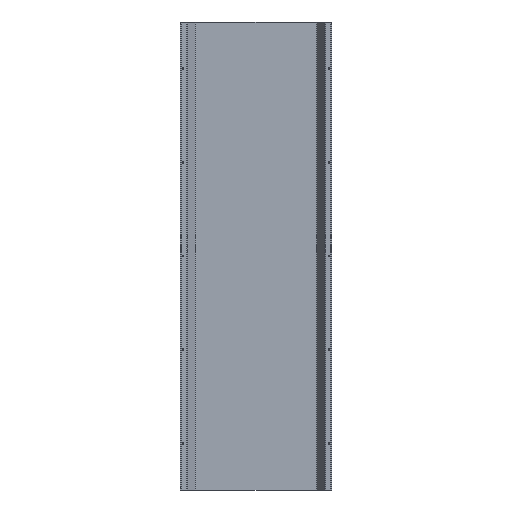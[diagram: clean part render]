
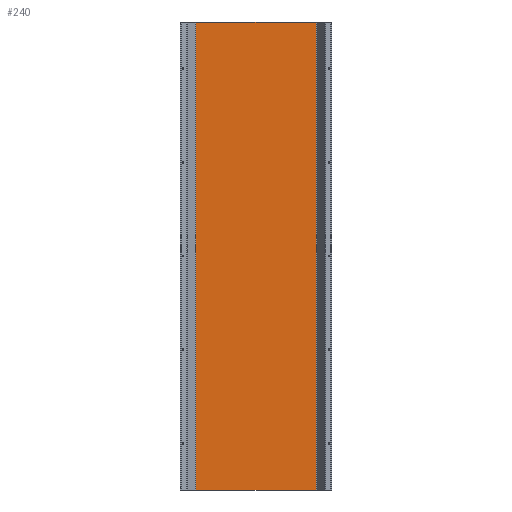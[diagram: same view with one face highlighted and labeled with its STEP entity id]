
A CAD part, front view. The second image highlights one B-rep face of the part: STEP entity #240.
In plain terms, the highlighted planar face has unit normal (0, -1, 0).
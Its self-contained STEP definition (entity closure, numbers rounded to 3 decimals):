
#68 = CARTESIAN_POINT ( 'NONE',  ( 202.099, -1.5, -775. ) ) ;
#78 = CARTESIAN_POINT ( 'NONE',  ( -200.366, -1.5, 775. ) ) ;
#177 = DIRECTION ( 'NONE',  ( 1., 0., 0. ) ) ;
#210 = DIRECTION ( 'NONE',  ( 0., 0., -1. ) ) ;
#240 = ADVANCED_FACE ( 'NONE', ( #1360 ), #1680, .F. ) ;
#287 = LINE ( 'NONE', #2046, #963 ) ;
#486 = EDGE_CURVE ( 'NONE', #2379, #1407, #2703, .T. ) ;
#542 = EDGE_CURVE ( 'NONE', #1127, #873, #2484, .T. ) ;
#567 = CARTESIAN_POINT ( 'NONE',  ( 200.366, -1.5, 775. ) ) ;
#591 = LINE ( 'NONE', #68, #2262 ) ;
#873 = VERTEX_POINT ( 'NONE', #1568 ) ;
#963 = VECTOR ( 'NONE', #1916, 1000. ) ;
#1127 = VERTEX_POINT ( 'NONE', #2710 ) ;
#1201 = DIRECTION ( 'NONE',  ( 0., 1., 0. ) ) ;
#1225 = DIRECTION ( 'NONE',  ( -1., 0., 0. ) ) ;
#1228 = DIRECTION ( 'NONE',  ( 0., 0., -1. ) ) ;
#1345 = EDGE_LOOP ( 'NONE', ( #2570, #2738, #2695, #2547 ) ) ;
#1360 = FACE_OUTER_BOUND ( 'NONE', #1345, .T. ) ;
#1407 = VERTEX_POINT ( 'NONE', #1726 ) ;
#1568 = CARTESIAN_POINT ( 'NONE',  ( 200.366, -1.5, -775. ) ) ;
#1594 = CARTESIAN_POINT ( 'NONE',  ( -200.366, -1.5, 775. ) ) ;
#1680 = PLANE ( 'NONE',  #2491 ) ;
#1701 = CARTESIAN_POINT ( 'NONE',  ( 202.099, -1.5, 775. ) ) ;
#1726 = CARTESIAN_POINT ( 'NONE',  ( -200.366, -1.5, -775. ) ) ;
#1901 = EDGE_CURVE ( 'NONE', #1407, #873, #591, .T. ) ;
#1916 = DIRECTION ( 'NONE',  ( 1., 0., 0. ) ) ;
#2015 = EDGE_CURVE ( 'NONE', #2379, #1127, #287, .T. ) ;
#2046 = CARTESIAN_POINT ( 'NONE',  ( 202.099, -1.5, 775. ) ) ;
#2262 = VECTOR ( 'NONE', #177, 1000. ) ;
#2322 = VECTOR ( 'NONE', #210, 1000. ) ;
#2379 = VERTEX_POINT ( 'NONE', #1594 ) ;
#2426 = VECTOR ( 'NONE', #1228, 1000. ) ;
#2484 = LINE ( 'NONE', #567, #2426 ) ;
#2491 = AXIS2_PLACEMENT_3D ( 'NONE', #1701, #1201, #1225 ) ;
#2547 = ORIENTED_EDGE ( 'NONE', *, *, #486, .T. ) ;
#2570 = ORIENTED_EDGE ( 'NONE', *, *, #1901, .T. ) ;
#2695 = ORIENTED_EDGE ( 'NONE', *, *, #2015, .F. ) ;
#2703 = LINE ( 'NONE', #78, #2322 ) ;
#2710 = CARTESIAN_POINT ( 'NONE',  ( 200.366, -1.5, 775. ) ) ;
#2738 = ORIENTED_EDGE ( 'NONE', *, *, #542, .F. ) ;
